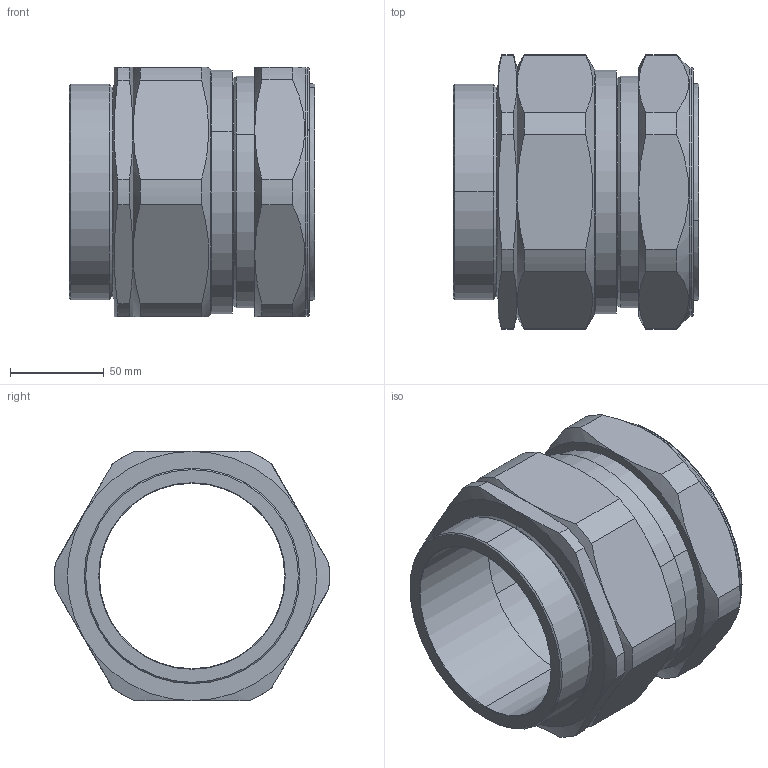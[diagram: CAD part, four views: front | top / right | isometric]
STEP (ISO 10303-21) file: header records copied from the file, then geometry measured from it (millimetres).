
FILE_DESCRIPTION (( 'STEP AP203' ), '1' );
FILE_NAME ('115CXED1RA.STEP', '2021-03-11T16:20:29', ( '' ), ( '' ), 'SwSTEP 2.0', 'SolidWorks 2017', '' );
FILE_SCHEMA (( 'CONFIG_CONTROL_DESIGN' ));
Length unit declared in the file: millimetre
Products named in the file (1): 115CXED1RA
Bounding box: 131.1 x 146.67 x 133.4 mm (x, y, z)
Volume: 632962.3 mm3; surface area: 119840 mm2
Topology: 1 solids, 19 shells, 241 faces, 559 edges, 362 vertices
Faces by surface type: plane 99, cylinder 56, bspline 46, cone 34, torus 6
Entity records: 9622 total; most frequent: CARTESIAN_POINT 4353, ORIENTED_EDGE 1118, DIRECTION 963, EDGE_CURVE 559, VERTEX_POINT 362, AXIS2_PLACEMENT_3D 352, VECTOR 259, LINE 259
